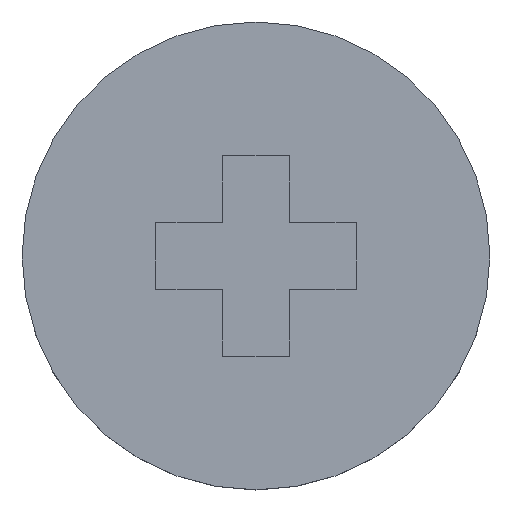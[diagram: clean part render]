
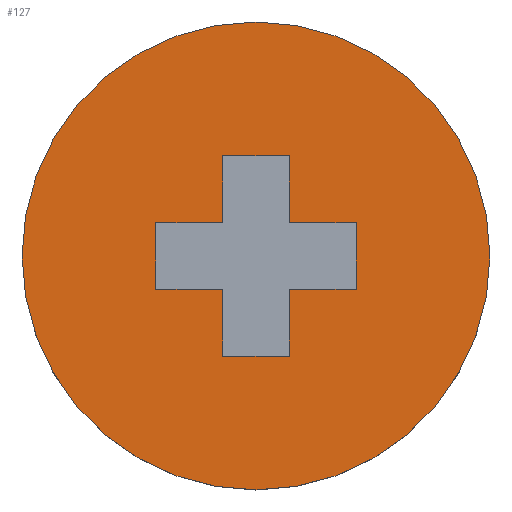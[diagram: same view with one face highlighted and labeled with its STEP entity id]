
A CAD part, top view. The second image highlights one B-rep face of the part: STEP entity #127.
In plain terms, the highlighted planar face has unit normal (0, 0, 1).
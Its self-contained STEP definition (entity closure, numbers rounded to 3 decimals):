
#36=FACE_BOUND('',#182,.T.);
#37=FACE_BOUND('',#183,.T.);
#46=LINE('',#535,#86);
#47=LINE('',#538,#87);
#48=LINE('',#540,#88);
#49=LINE('',#542,#89);
#50=LINE('',#544,#90);
#51=LINE('',#546,#91);
#52=LINE('',#548,#92);
#53=LINE('',#550,#93);
#54=LINE('',#552,#94);
#55=LINE('',#554,#95);
#56=LINE('',#556,#96);
#57=LINE('',#558,#97);
#86=VECTOR('',#443,1.);
#87=VECTOR('',#444,1.);
#88=VECTOR('',#445,1.);
#89=VECTOR('',#446,1.);
#90=VECTOR('',#447,1.);
#91=VECTOR('',#448,1.);
#92=VECTOR('',#449,1.);
#93=VECTOR('',#450,1.);
#94=VECTOR('',#451,1.);
#95=VECTOR('',#452,1.);
#96=VECTOR('',#453,1.);
#97=VECTOR('',#454,1.);
#127=ADVANCED_FACE('',(#36,#37),#144,.T.);
#144=PLANE('',#396);
#182=EDGE_LOOP('',(#216,#217));
#183=EDGE_LOOP('',(#218,#219,#220,#221,#222,#223,#224,#225,#226,#227,#228,
#229));
#216=ORIENTED_EDGE('',*,*,#337,.T.);
#217=ORIENTED_EDGE('',*,*,#335,.T.);
#218=ORIENTED_EDGE('',*,*,#338,.F.);
#219=ORIENTED_EDGE('',*,*,#339,.F.);
#220=ORIENTED_EDGE('',*,*,#340,.F.);
#221=ORIENTED_EDGE('',*,*,#341,.F.);
#222=ORIENTED_EDGE('',*,*,#342,.F.);
#223=ORIENTED_EDGE('',*,*,#343,.F.);
#224=ORIENTED_EDGE('',*,*,#344,.F.);
#225=ORIENTED_EDGE('',*,*,#345,.F.);
#226=ORIENTED_EDGE('',*,*,#346,.F.);
#227=ORIENTED_EDGE('',*,*,#347,.F.);
#228=ORIENTED_EDGE('',*,*,#348,.F.);
#229=ORIENTED_EDGE('',*,*,#349,.F.);
#300=VERTEX_POINT('',#528);
#301=VERTEX_POINT('',#530);
#302=VERTEX_POINT('',#536);
#303=VERTEX_POINT('',#537);
#304=VERTEX_POINT('',#539);
#305=VERTEX_POINT('',#541);
#306=VERTEX_POINT('',#543);
#307=VERTEX_POINT('',#545);
#308=VERTEX_POINT('',#547);
#309=VERTEX_POINT('',#549);
#310=VERTEX_POINT('',#551);
#311=VERTEX_POINT('',#553);
#312=VERTEX_POINT('',#555);
#313=VERTEX_POINT('',#557);
#335=EDGE_CURVE('',#301,#300,#380,.T.);
#337=EDGE_CURVE('',#300,#301,#381,.T.);
#338=EDGE_CURVE('',#302,#303,#46,.T.);
#339=EDGE_CURVE('',#304,#302,#47,.T.);
#340=EDGE_CURVE('',#305,#304,#48,.T.);
#341=EDGE_CURVE('',#306,#305,#49,.T.);
#342=EDGE_CURVE('',#307,#306,#50,.T.);
#343=EDGE_CURVE('',#308,#307,#51,.T.);
#344=EDGE_CURVE('',#309,#308,#52,.T.);
#345=EDGE_CURVE('',#310,#309,#53,.T.);
#346=EDGE_CURVE('',#311,#310,#54,.T.);
#347=EDGE_CURVE('',#312,#311,#55,.T.);
#348=EDGE_CURVE('',#313,#312,#56,.T.);
#349=EDGE_CURVE('',#303,#313,#57,.T.);
#380=CIRCLE('',#392,3.5);
#381=CIRCLE('',#394,3.5);
#392=AXIS2_PLACEMENT_3D('',#529,#434,#435);
#394=AXIS2_PLACEMENT_3D('',#533,#439,#440);
#396=AXIS2_PLACEMENT_3D('',#559,#455,#456);
#434=DIRECTION('',(0.,0.,1.));
#435=DIRECTION('',(1.,0.,0.));
#439=DIRECTION('',(0.,0.,1.));
#440=DIRECTION('',(-1.,0.,0.));
#443=DIRECTION('',(-1.,0.,0.));
#444=DIRECTION('',(0.,1.,0.));
#445=DIRECTION('',(-1.,0.,0.));
#446=DIRECTION('',(0.,1.,0.));
#447=DIRECTION('',(1.,0.,0.));
#448=DIRECTION('',(0.,1.,0.));
#449=DIRECTION('',(1.,0.,0.));
#450=DIRECTION('',(0.,-1.,0.));
#451=DIRECTION('',(1.,0.,0.));
#452=DIRECTION('',(0.,-1.,0.));
#453=DIRECTION('',(-1.,0.,0.));
#454=DIRECTION('',(0.,-1.,0.));
#455=DIRECTION('',(0.,0.,1.));
#456=DIRECTION('',(-1.,0.,0.));
#528=CARTESIAN_POINT('',(-3.5,0.,3.5));
#529=CARTESIAN_POINT('',(0.,0.,3.5));
#530=CARTESIAN_POINT('',(3.5,0.,3.5));
#533=CARTESIAN_POINT('',(0.,0.,3.5));
#535=CARTESIAN_POINT('',(0.5,1.5,3.5));
#536=CARTESIAN_POINT('',(0.5,1.5,3.5));
#537=CARTESIAN_POINT('',(-0.5,1.5,3.5));
#538=CARTESIAN_POINT('',(0.5,0.5,3.5));
#539=CARTESIAN_POINT('',(0.5,0.5,3.5));
#540=CARTESIAN_POINT('',(1.5,0.5,3.5));
#541=CARTESIAN_POINT('',(1.5,0.5,3.5));
#542=CARTESIAN_POINT('',(1.5,-0.5,3.5));
#543=CARTESIAN_POINT('',(1.5,-0.5,3.5));
#544=CARTESIAN_POINT('',(0.5,-0.5,3.5));
#545=CARTESIAN_POINT('',(0.5,-0.5,3.5));
#546=CARTESIAN_POINT('',(0.5,-1.5,3.5));
#547=CARTESIAN_POINT('',(0.5,-1.5,3.5));
#548=CARTESIAN_POINT('',(-0.5,-1.5,3.5));
#549=CARTESIAN_POINT('',(-0.5,-1.5,3.5));
#550=CARTESIAN_POINT('',(-0.5,-0.5,3.5));
#551=CARTESIAN_POINT('',(-0.5,-0.5,3.5));
#552=CARTESIAN_POINT('',(-1.5,-0.5,3.5));
#553=CARTESIAN_POINT('',(-1.5,-0.5,3.5));
#554=CARTESIAN_POINT('',(-1.5,0.5,3.5));
#555=CARTESIAN_POINT('',(-1.5,0.5,3.5));
#556=CARTESIAN_POINT('',(-0.5,0.5,3.5));
#557=CARTESIAN_POINT('',(-0.5,0.5,3.5));
#558=CARTESIAN_POINT('',(-0.5,1.5,3.5));
#559=CARTESIAN_POINT('',(0.,0.,3.5));
